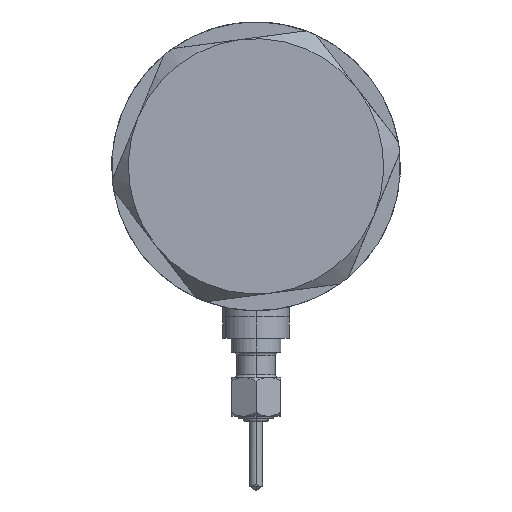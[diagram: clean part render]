
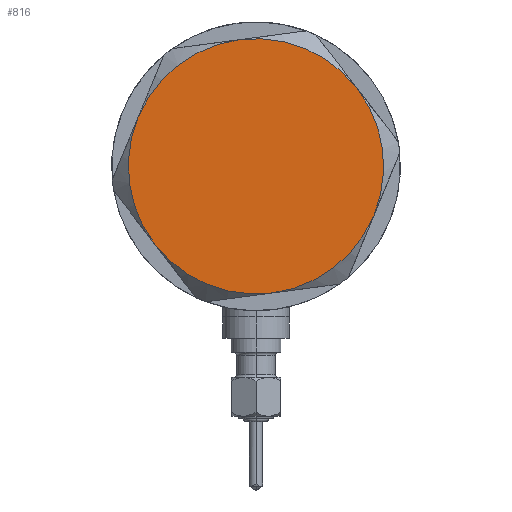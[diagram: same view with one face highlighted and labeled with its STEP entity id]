
A CAD part, left-side view. The second image highlights one B-rep face of the part: STEP entity #816.
In plain terms, the highlighted face is planar.
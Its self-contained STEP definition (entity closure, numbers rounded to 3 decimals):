
#35 = DIRECTION ( 'NONE',  ( 0., 0., 1. ) ) ;
#128 = CIRCLE ( 'NONE', #4045, 23. ) ;
#148 = CIRCLE ( 'NONE', #5732, 23. ) ;
#158 = EDGE_CURVE ( 'NONE', #2341, #4308, #128, .T. ) ;
#166 = DIRECTION ( 'NONE',  ( 1., 0., 0. ) ) ;
#270 = ORIENTED_EDGE ( 'NONE', *, *, #3803, .T. ) ;
#292 = VERTEX_POINT ( 'NONE', #3501 ) ;
#326 = ORIENTED_EDGE ( 'NONE', *, *, #5427, .T. ) ;
#353 = DIRECTION ( 'NONE',  ( 1., 0., 0. ) ) ;
#431 = AXIS2_PLACEMENT_3D ( 'NONE', #5131, #5755, #353 ) ;
#642 = FACE_OUTER_BOUND ( 'NONE', #4998, .T. ) ;
#816 = ADVANCED_FACE ( 'NONE', ( #642 ), #3229, .T. ) ;
#1222 = EDGE_CURVE ( 'NONE', #4115, #1327, #1948, .T. ) ;
#1327 = VERTEX_POINT ( 'NONE', #2809 ) ;
#1589 = CARTESIAN_POINT ( 'NONE',  ( 0., 0., 9. ) ) ;
#1659 = DIRECTION ( 'NONE',  ( 1., 0., 0. ) ) ;
#1707 = VERTEX_POINT ( 'NONE', #2683 ) ;
#1722 = DIRECTION ( 'NONE',  ( 0., 0., 1. ) ) ;
#1948 = CIRCLE ( 'NONE', #6722, 23. ) ;
#2098 = EDGE_CURVE ( 'NONE', #1327, #1707, #148, .T. ) ;
#2298 = DIRECTION ( 'NONE',  ( 1., 0., 0. ) ) ;
#2341 = VERTEX_POINT ( 'NONE', #3734 ) ;
#2534 = DIRECTION ( 'NONE',  ( 0., 0., 1. ) ) ;
#2655 = AXIS2_PLACEMENT_3D ( 'NONE', #5128, #2534, #4079 ) ;
#2683 = CARTESIAN_POINT ( 'NONE',  ( -11.5, -19.919, 9. ) ) ;
#2809 = CARTESIAN_POINT ( 'NONE',  ( -23., 0., 9. ) ) ;
#3229 = PLANE ( 'NONE',  #5493 ) ;
#3328 = CARTESIAN_POINT ( 'NONE',  ( 0., 0., 9. ) ) ;
#3501 = CARTESIAN_POINT ( 'NONE',  ( 11.5, 19.919, 9. ) ) ;
#3728 = ORIENTED_EDGE ( 'NONE', *, *, #6772, .T. ) ;
#3734 = CARTESIAN_POINT ( 'NONE',  ( 11.5, -19.919, 9. ) ) ;
#3803 = EDGE_CURVE ( 'NONE', #4308, #292, #5180, .T. ) ;
#3856 = DIRECTION ( 'NONE',  ( 0., 0., 1. ) ) ;
#4045 = AXIS2_PLACEMENT_3D ( 'NONE', #5473, #1722, #6465 ) ;
#4079 = DIRECTION ( 'NONE',  ( 1., 0., 0. ) ) ;
#4115 = VERTEX_POINT ( 'NONE', #5353 ) ;
#4308 = VERTEX_POINT ( 'NONE', #5984 ) ;
#4434 = DIRECTION ( 'NONE',  ( 0., 0., 1. ) ) ;
#4702 = ORIENTED_EDGE ( 'NONE', *, *, #1222, .T. ) ;
#4998 = EDGE_LOOP ( 'NONE', ( #6206, #270, #326, #4702, #5829, #3728 ) ) ;
#5128 = CARTESIAN_POINT ( 'NONE',  ( 0., 0., 9. ) ) ;
#5131 = CARTESIAN_POINT ( 'NONE',  ( 0., 0., 9. ) ) ;
#5180 = CIRCLE ( 'NONE', #6532, 23. ) ;
#5346 = CARTESIAN_POINT ( 'NONE',  ( 0., 0., 9. ) ) ;
#5353 = CARTESIAN_POINT ( 'NONE',  ( -11.5, 19.919, 9. ) ) ;
#5354 = CARTESIAN_POINT ( 'NONE',  ( 0., 0., 9. ) ) ;
#5427 = EDGE_CURVE ( 'NONE', #292, #4115, #5878, .T. ) ;
#5473 = CARTESIAN_POINT ( 'NONE',  ( 0., 0., 9. ) ) ;
#5493 = AXIS2_PLACEMENT_3D ( 'NONE', #5346, #3856, #1659 ) ;
#5732 = AXIS2_PLACEMENT_3D ( 'NONE', #5354, #6553, #2298 ) ;
#5755 = DIRECTION ( 'NONE',  ( 0., 0., 1. ) ) ;
#5829 = ORIENTED_EDGE ( 'NONE', *, *, #2098, .T. ) ;
#5878 = CIRCLE ( 'NONE', #2655, 23. ) ;
#5984 = CARTESIAN_POINT ( 'NONE',  ( 23., 0., 9. ) ) ;
#6206 = ORIENTED_EDGE ( 'NONE', *, *, #158, .T. ) ;
#6465 = DIRECTION ( 'NONE',  ( 1., 0., 0. ) ) ;
#6532 = AXIS2_PLACEMENT_3D ( 'NONE', #3328, #4434, #166 ) ;
#6553 = DIRECTION ( 'NONE',  ( 0., 0., 1. ) ) ;
#6722 = AXIS2_PLACEMENT_3D ( 'NONE', #1589, #35, #6868 ) ;
#6770 = CIRCLE ( 'NONE', #431, 23. ) ;
#6772 = EDGE_CURVE ( 'NONE', #1707, #2341, #6770, .T. ) ;
#6868 = DIRECTION ( 'NONE',  ( 1., 0., 0. ) ) ;
